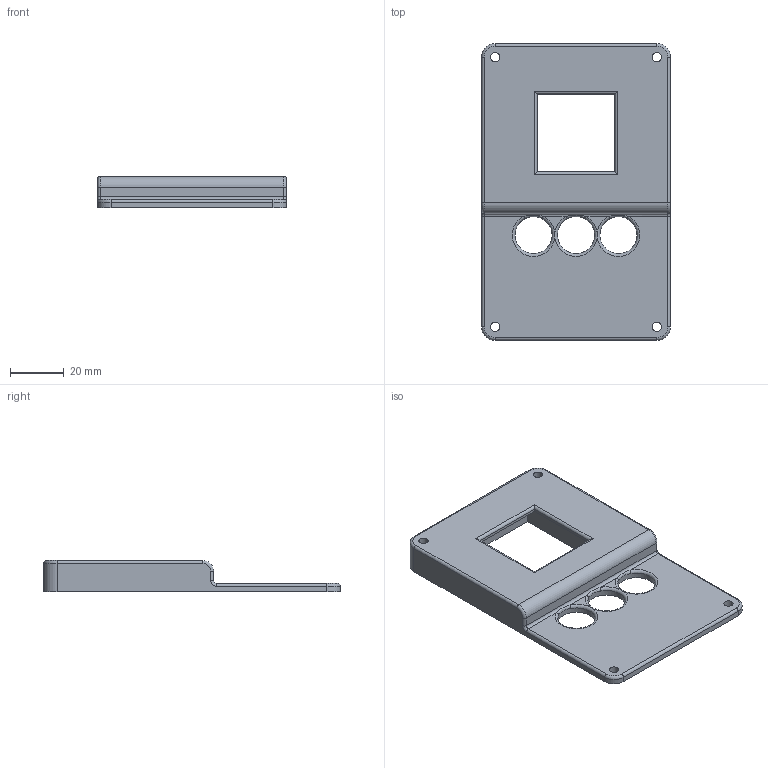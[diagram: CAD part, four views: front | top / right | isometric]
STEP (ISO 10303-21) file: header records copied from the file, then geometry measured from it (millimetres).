
FILE_DESCRIPTION(/* description */ (''),/* implementation_level */ '2;1');
FILE_NAME(/* name */ 'Case Top.step',/* time_stamp */ '2026-01-13T22:08:51-06:00',/* author */ (''),/* organization */ (''),/* preprocessor_version */ 'ST-DEVELOPER v20.1',/* originating_system */ 'Autodesk Translation Framework v14.21.0.0',/* authorisation */ '');
FILE_SCHEMA (('AUTOMOTIVE_DESIGN { 1 0 10303 214 3 1 1 }'));
Length unit declared in the file: millimetre
Products named in the file (1): 2026-01-10-21-27-16-548
Bounding box: 70 x 110 x 11.5 mm (x, y, z)
Volume: 40838.5 mm3; surface area: 18092.9 mm2
Topology: 1 solids, 1 shells, 58 faces, 148 edges, 90 vertices
Faces by surface type: cylinder 25, plane 19, torus 11, bspline 3
Full cylindrical faces by diameter (mm): 3.4 x4, 13.8 x3
Entity records: 1929 total; most frequent: CARTESIAN_POINT 432, DIRECTION 322, ORIENTED_EDGE 296, EDGE_CURVE 148, AXIS2_PLACEMENT_3D 126, VERTEX_POINT 90, EDGE_LOOP 72, LINE 70
